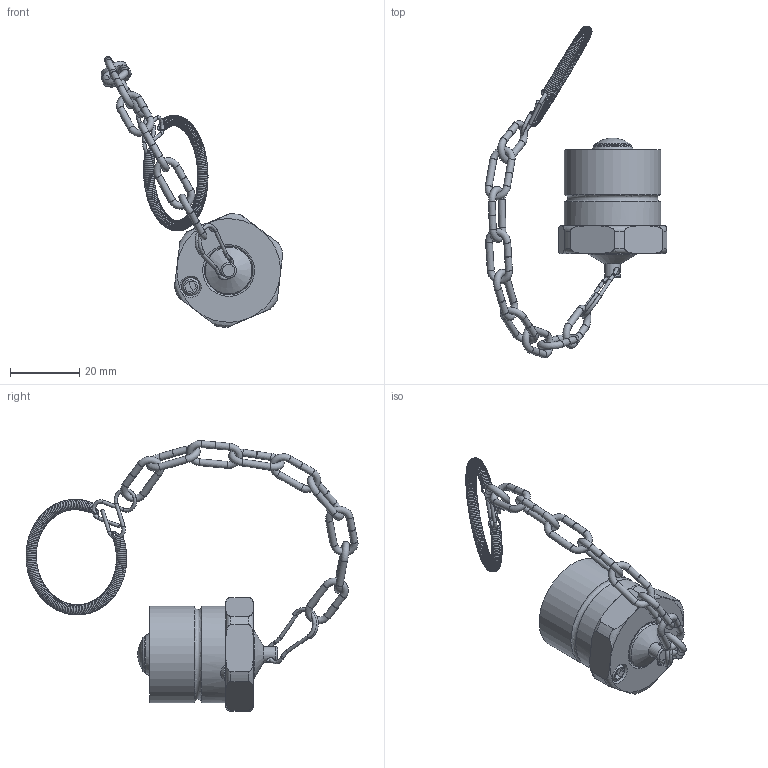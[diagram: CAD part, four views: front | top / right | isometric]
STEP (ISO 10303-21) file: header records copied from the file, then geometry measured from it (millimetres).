
FILE_DESCRIPTION((''),'2;1');
FILE_NAME('900014.stp','2010-03-12T11:55:32',('skl'),(''),'Autodesk Inventor 2008','Autodesk Inventor 2008','');
FILE_SCHEMA(('AUTOMOTIVE_DESIGN { 1 0 10303 214 1 1 1 1 }'));
Length unit declared in the file: millimetre
Products named in the file (1): Part1
Bounding box: 52.67 x 96.17 x 78.45 mm (x, y, z)
Volume: 20821.6 mm3; surface area: 9107.7 mm2
Topology: 18 solids, 18 shells, 372 faces, 926 edges, 595 vertices
Faces by surface type: torus 205, cylinder 71, plane 65, bspline 22, cone 7, sphere 2
Full cylindrical faces by diameter (mm): 2 x27, 2.003 x9, 2.2 x1, 4.5 x1, 5.2 x1, 7 x1, 11 x1, 14 x2, 25 x1, 28 x2
Entity records: 23393 total; most frequent: CARTESIAN_POINT 16645, DIRECTION 1110, ORIENTED_EDGE 1022, EDGE_LOOP 656, AXIS2_PLACEMENT_3D 528, EDGE_CURVE 511, VERTEX_POINT 423, STYLED_ITEM 386
